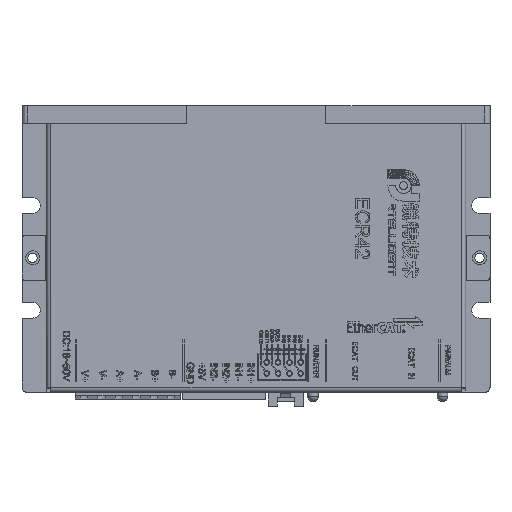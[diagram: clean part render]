
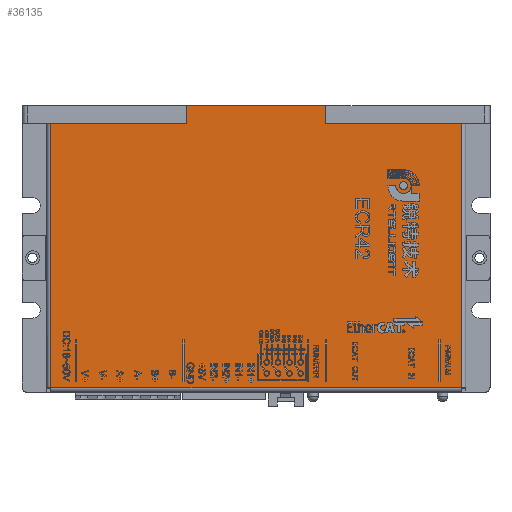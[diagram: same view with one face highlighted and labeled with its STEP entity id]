
A CAD part, top view. The second image highlights one B-rep face of the part: STEP entity #36135.
In plain terms, the highlighted planar face has unit normal (0, 0, 1).
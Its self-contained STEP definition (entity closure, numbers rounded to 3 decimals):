
#4904=DIRECTION('',(1.,0.,0.));
#4905=VECTOR('',#4904,38.8);
#4906=CARTESIAN_POINT('',(-58.767,36.,29.067));
#4907=LINE('',#4906,#4905);
#11589=DIRECTION('',(0.,-1.,0.));
#11590=VECTOR('',#11589,75.8);
#11591=CARTESIAN_POINT('',(-58.767,36.,29.067));
#11592=LINE('',#11591,#11590);
#11597=CARTESIAN_POINT('',(20.033,36.1,29.067));
#11598=DIRECTION('',(0.,0.,-1.));
#11599=DIRECTION('',(0.,-1.,0.));
#11600=AXIS2_PLACEMENT_3D('',#11597,#11598,#11599);
#11602=CARTESIAN_POINT('',(-19.967,36.1,29.067));
#11603=DIRECTION('',(0.,0.,-1.));
#11604=DIRECTION('',(1.,0.,0.));
#11605=AXIS2_PLACEMENT_3D('',#11602,#11603,#11604);
#11607=CARTESIAN_POINT('',(-19.767,40.9,29.067));
#11608=DIRECTION('',(0.,0.,1.));
#11609=DIRECTION('',(0.,1.,0.));
#11610=AXIS2_PLACEMENT_3D('',#11607,#11608,#11609);
#11612=DIRECTION('',(-1.,0.,0.));
#11613=VECTOR('',#11612,39.6);
#11614=CARTESIAN_POINT('',(19.833,41.,29.067));
#11615=LINE('',#11614,#11613);
#11616=CARTESIAN_POINT('',(19.833,40.9,29.067));
#11617=DIRECTION('',(0.,0.,1.));
#11618=DIRECTION('',(1.,0.,0.));
#11619=AXIS2_PLACEMENT_3D('',#11616,#11617,#11618);
#11621=DIRECTION('',(0.,-1.,0.));
#11622=VECTOR('',#11621,4.8);
#11623=CARTESIAN_POINT('',(19.933,40.9,29.067));
#11624=LINE('',#11623,#11622);
#11713=DIRECTION('',(1.,0.,0.));
#11714=VECTOR('',#11713,117.6);
#11715=CARTESIAN_POINT('',(-58.767,-39.8,29.067));
#11716=LINE('',#11715,#11714);
#11745=DIRECTION('',(0.,1.,0.));
#11746=VECTOR('',#11745,75.8);
#11747=CARTESIAN_POINT('',(58.833,-39.8,29.067));
#11748=LINE('',#11747,#11746);
#11767=DIRECTION('',(1.,0.,0.));
#11768=VECTOR('',#11767,38.8);
#11769=CARTESIAN_POINT('',(20.033,36.,29.067));
#11770=LINE('',#11769,#11768);
#11921=DIRECTION('',(0.,1.,0.));
#11922=VECTOR('',#11921,4.8);
#11923=CARTESIAN_POINT('',(-19.867,36.1,29.067));
#11924=LINE('',#11923,#11922);
#14476=CARTESIAN_POINT('',(-58.767,-39.8,29.067));
#14477=VERTEX_POINT('',#14476);
#14498=CARTESIAN_POINT('',(19.833,41.,29.067));
#14499=CARTESIAN_POINT('',(-19.767,41.,29.067));
#14500=VERTEX_POINT('',#14498);
#14501=VERTEX_POINT('',#14499);
#14502=CARTESIAN_POINT('',(19.933,40.9,29.067));
#14503=CARTESIAN_POINT('',(19.933,36.1,29.067));
#14504=VERTEX_POINT('',#14502);
#14505=VERTEX_POINT('',#14503);
#14506=CARTESIAN_POINT('',(20.033,36.,29.067));
#14507=VERTEX_POINT('',#14506);
#14508=CARTESIAN_POINT('',(58.833,36.,29.067));
#14509=VERTEX_POINT('',#14508);
#14510=CARTESIAN_POINT('',(58.833,-39.8,29.067));
#14511=VERTEX_POINT('',#14510);
#14512=CARTESIAN_POINT('',(-58.767,36.,29.067));
#14513=VERTEX_POINT('',#14512);
#14514=CARTESIAN_POINT('',(-19.967,36.,29.067));
#14515=VERTEX_POINT('',#14514);
#14516=CARTESIAN_POINT('',(-19.867,36.1,29.067));
#14517=VERTEX_POINT('',#14516);
#14518=CARTESIAN_POINT('',(-19.867,40.9,29.067));
#14519=VERTEX_POINT('',#14518);
#36106=CARTESIAN_POINT('',(0.033,0.6,29.067));
#36107=DIRECTION('',(0.,0.,1.));
#36108=DIRECTION('',(1.,0.,0.));
#36109=AXIS2_PLACEMENT_3D('',#36106,#36107,#36108);
#36110=PLANE('',#36109);
#36112=ORIENTED_EDGE('',*,*,#36111,.T.);
#36114=ORIENTED_EDGE('',*,*,#36113,.F.);
#36116=ORIENTED_EDGE('',*,*,#36115,.T.);
#36118=ORIENTED_EDGE('',*,*,#36117,.F.);
#36120=ORIENTED_EDGE('',*,*,#36119,.F.);
#36121=ORIENTED_EDGE('',*,*,#36092,.F.);
#36122=ORIENTED_EDGE('',*,*,#23705,.T.);
#36124=ORIENTED_EDGE('',*,*,#36123,.F.);
#36126=ORIENTED_EDGE('',*,*,#36125,.T.);
#36128=ORIENTED_EDGE('',*,*,#36127,.F.);
#36130=ORIENTED_EDGE('',*,*,#36129,.F.);
#36132=ORIENTED_EDGE('',*,*,#36131,.F.);
#36133=EDGE_LOOP('',(#36112,#36114,#36116,#36118,#36120,#36121,#36122,#36124,
#36126,#36128,#36130,#36132));
#36134=FACE_OUTER_BOUND('',#36133,.F.);
#36135=ADVANCED_FACE('',(#36134),#36110,.T.);
#11601=CIRCLE('',#11600,0.1);
#11606=CIRCLE('',#11605,0.1);
#11611=CIRCLE('',#11610,0.1);
#11620=CIRCLE('',#11619,0.1);
#23705=EDGE_CURVE('',#14513,#14515,#4907,.T.);
#36092=EDGE_CURVE('',#14513,#14477,#11592,.T.);
#36111=EDGE_CURVE('',#14504,#14505,#11624,.T.);
#36113=EDGE_CURVE('',#14507,#14505,#11601,.T.);
#36115=EDGE_CURVE('',#14507,#14509,#11770,.T.);
#36117=EDGE_CURVE('',#14511,#14509,#11748,.T.);
#36119=EDGE_CURVE('',#14477,#14511,#11716,.T.);
#36123=EDGE_CURVE('',#14517,#14515,#11606,.T.);
#36125=EDGE_CURVE('',#14517,#14519,#11924,.T.);
#36127=EDGE_CURVE('',#14501,#14519,#11611,.T.);
#36129=EDGE_CURVE('',#14500,#14501,#11615,.T.);
#36131=EDGE_CURVE('',#14504,#14500,#11620,.T.);
